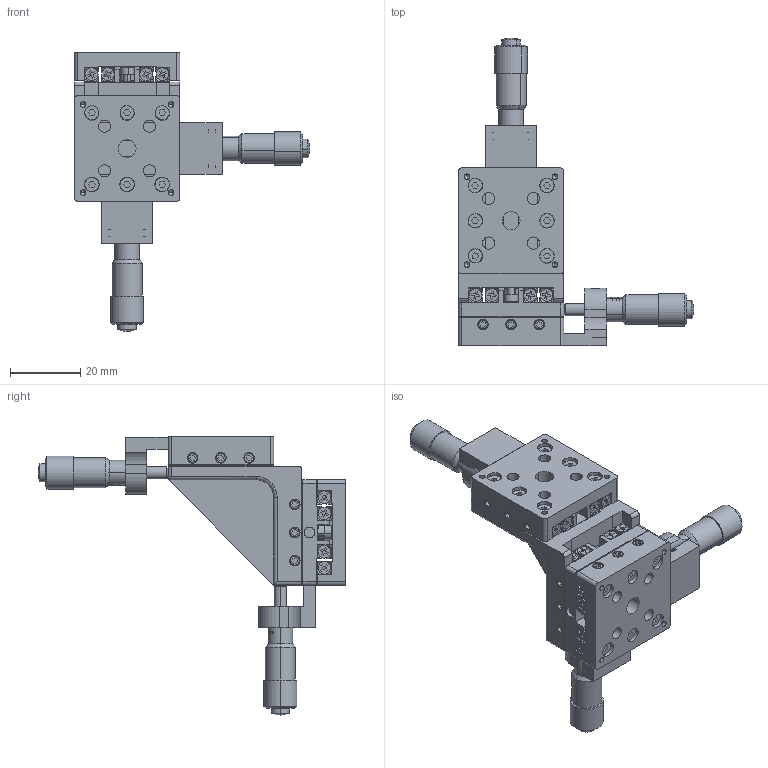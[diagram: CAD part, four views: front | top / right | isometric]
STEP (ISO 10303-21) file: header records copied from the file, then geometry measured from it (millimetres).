
FILE_DESCRIPTION (( 'STEP AP203' ), '1' );
FILE_NAME ('56CTS-3RS.STEP', '2016-05-04T07:06:18', ( '' ), ( '' ), 'SwSTEP 2.0', 'SolidWorks 2016', '' );
FILE_SCHEMA (( 'CONFIG_CONTROL_DESIGN' ));
Length unit declared in the file: millimetre
Products named in the file (1): 56CTS-3RS
Bounding box: 66.9 x 87.4 x 79.1 mm (x, y, z)
Volume: 36255.9 mm3; surface area: 38168.6 mm2
Topology: 100 solids, 100 shells, 2710 faces, 6794 edges, 4380 vertices
Faces by surface type: plane 1550, cylinder 767, cone 328, bspline 51, torus 8, sphere 6
Entity records: 85859 total; most frequent: CARTESIAN_POINT 20258, ORIENTED_EDGE 13492, DIRECTION 13459, EDGE_CURVE 6746, AXIS2_PLACEMENT_3D 4606, VERTEX_POINT 4380, VECTOR 4247, LINE 4247
